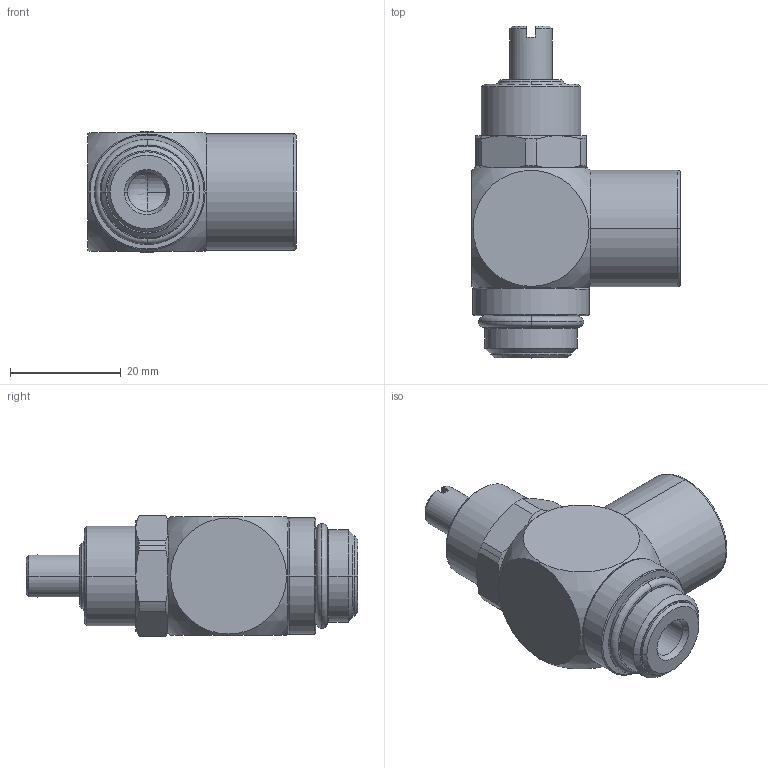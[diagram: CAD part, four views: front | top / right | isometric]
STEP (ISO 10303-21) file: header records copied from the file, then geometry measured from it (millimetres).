
FILE_DESCRIPTION(('STEP AP214'),'1');
FILE_NAME('7810_17_17.stp','2016-07-07T14:20:02',('TraceParts'),('TraceParts S.A.'),'Spatial InterOp 3D',' ',' ');
FILE_SCHEMA(('automotive_design'));
Length unit declared in the file: millimetre
Products named in the file (1): 1
Bounding box: 37.75 x 60 x 21.99 mm (x, y, z)
Volume: 19363.2 mm3; surface area: 7043.8 mm2
Topology: 1 solids, 1 shells, 113 faces, 277 edges, 176 vertices
Faces by surface type: cone 34, cylinder 32, plane 32, torus 12, sphere 3
Entity records: 3427 total; most frequent: CARTESIAN_POINT 669, DIRECTION 650, ORIENTED_EDGE 550, AXIS2_PLACEMENT_3D 289, EDGE_CURVE 275, VERTEX_POINT 176, CIRCLE 173, EDGE_LOOP 127
